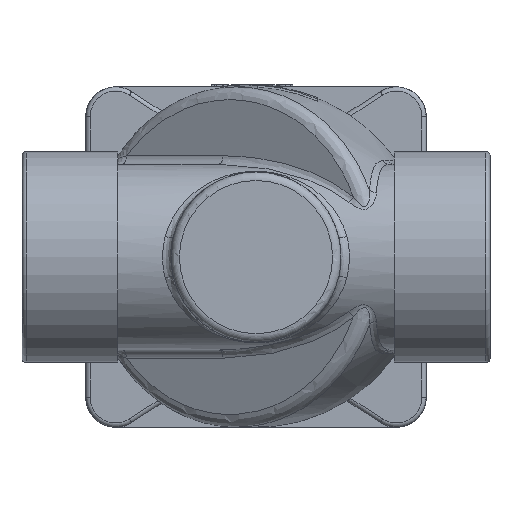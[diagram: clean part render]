
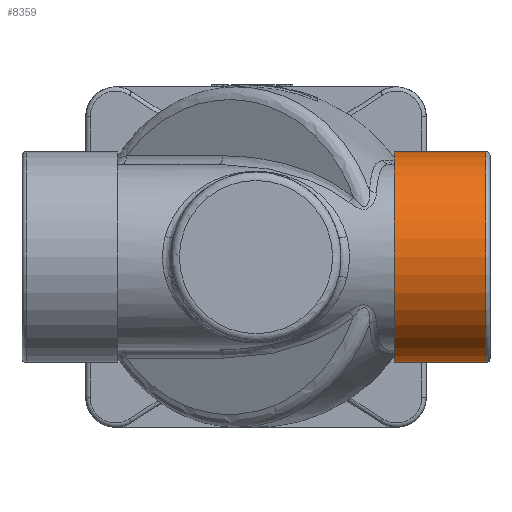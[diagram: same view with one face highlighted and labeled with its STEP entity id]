
A CAD part, front view. The second image highlights one B-rep face of the part: STEP entity #8359.
In plain terms, the highlighted cylindrical face has radius 24.795 mm (diameter 49.59 mm), a partial arc.
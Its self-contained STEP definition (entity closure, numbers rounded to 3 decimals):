
#413=CYLINDRICAL_SURFACE('',#9128,24.795);
#852=FACE_OUTER_BOUND('',#1349,.T.);
#1349=EDGE_LOOP('',(#5822,#5823,#5824,#5825));
#1913=LINE('',#13173,#2498);
#1914=LINE('',#13176,#2499);
#2498=VECTOR('',#10378,10.);
#2499=VECTOR('',#10381,10.);
#3079=CIRCLE('',#9126,24.795);
#3080=CIRCLE('',#9129,24.795);
#3589=VERTEX_POINT('',#13162);
#3590=VERTEX_POINT('',#13166);
#3591=VERTEX_POINT('',#13172);
#3592=VERTEX_POINT('',#13174);
#4452=EDGE_CURVE('',#3590,#3589,#3079,.T.);
#4454=EDGE_CURVE('',#3591,#3590,#1913,.T.);
#4455=EDGE_CURVE('',#3591,#3592,#3080,.T.);
#4456=EDGE_CURVE('',#3589,#3592,#1914,.T.);
#5822=ORIENTED_EDGE('',*,*,#4452,.F.);
#5823=ORIENTED_EDGE('',*,*,#4454,.F.);
#5824=ORIENTED_EDGE('',*,*,#4455,.T.);
#5825=ORIENTED_EDGE('',*,*,#4456,.F.);
#8359=ADVANCED_FACE('',(#852),#413,.T.);
#9126=AXIS2_PLACEMENT_3D('',#13168,#10371,#10372);
#9128=AXIS2_PLACEMENT_3D('',#13171,#10376,#10377);
#9129=AXIS2_PLACEMENT_3D('',#13175,#10379,#10380);
#10371=DIRECTION('center_axis',(1.,0.,0.));
#10372=DIRECTION('ref_axis',(0.,-1.,0.));
#10376=DIRECTION('center_axis',(1.,0.,0.));
#10377=DIRECTION('ref_axis',(0.,-1.,0.));
#10378=DIRECTION('',(1.,0.,0.));
#10379=DIRECTION('center_axis',(1.,0.,0.));
#10380=DIRECTION('ref_axis',(0.,1.,0.));
#10381=DIRECTION('',(-1.,0.,0.));
#13162=CARTESIAN_POINT('',(54.,0.,-24.795));
#13166=CARTESIAN_POINT('',(54.,0.,24.795));
#13168=CARTESIAN_POINT('Origin',(54.,0.,0.));
#13171=CARTESIAN_POINT('Origin',(0.,0.,0.));
#13172=CARTESIAN_POINT('',(32.5,0.,24.795));
#13173=CARTESIAN_POINT('',(0.,0.,24.795));
#13174=CARTESIAN_POINT('',(32.5,0.,-24.795));
#13175=CARTESIAN_POINT('Origin',(32.5,0.,0.));
#13176=CARTESIAN_POINT('',(0.,0.,-24.795));
